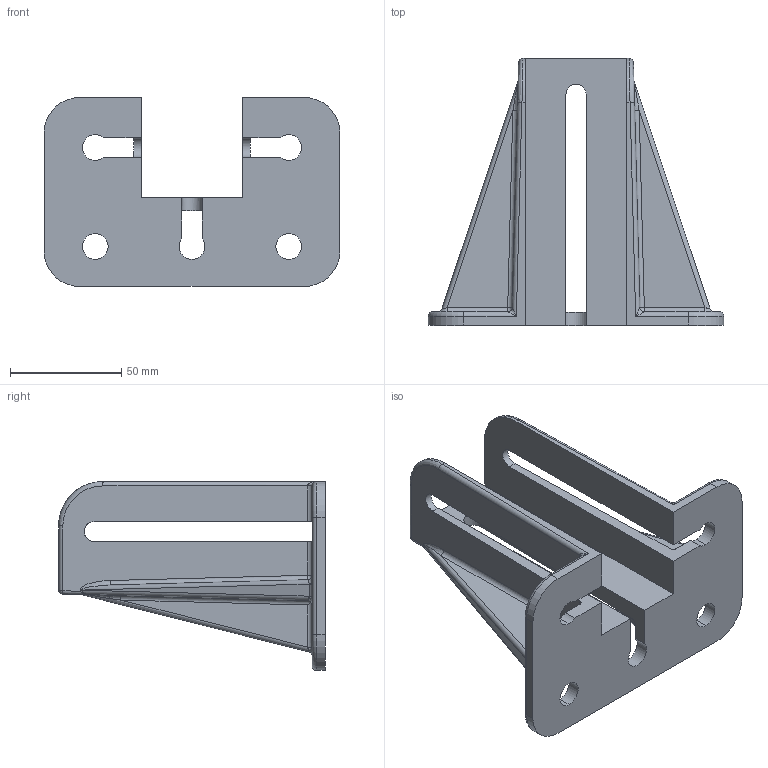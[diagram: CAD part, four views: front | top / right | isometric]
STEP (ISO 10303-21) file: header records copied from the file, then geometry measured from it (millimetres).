
FILE_DESCRIPTION (( 'STEP AP203' ), '1' );
FILE_NAME ('ALF-FS-A4545.step', '2024-08-16T12:37:33', ( '' ), ( '' ), 'SwSTEP 2.0', 'SolidWorks 2022', '' );
FILE_SCHEMA (( 'CONFIG_CONTROL_DESIGN' ));
Length unit declared in the file: millimetre
Products named in the file (1): ALF-FS-A4545
Bounding box: 133 x 120 x 85 mm (x, y, z)
Volume: 166789.4 mm3; surface area: 60916.1 mm2
Topology: 1 solids, 1 shells, 144 faces, 374 edges, 218 vertices
Faces by surface type: cylinder 68, bspline 34, plane 32, sphere 6, torus 4
Entity records: 5322 total; most frequent: CARTESIAN_POINT 2044, ORIENTED_EDGE 732, DIRECTION 630, EDGE_CURVE 366, AXIS2_PLACEMENT_3D 230, VERTEX_POINT 218, LINE 170, VECTOR 170
